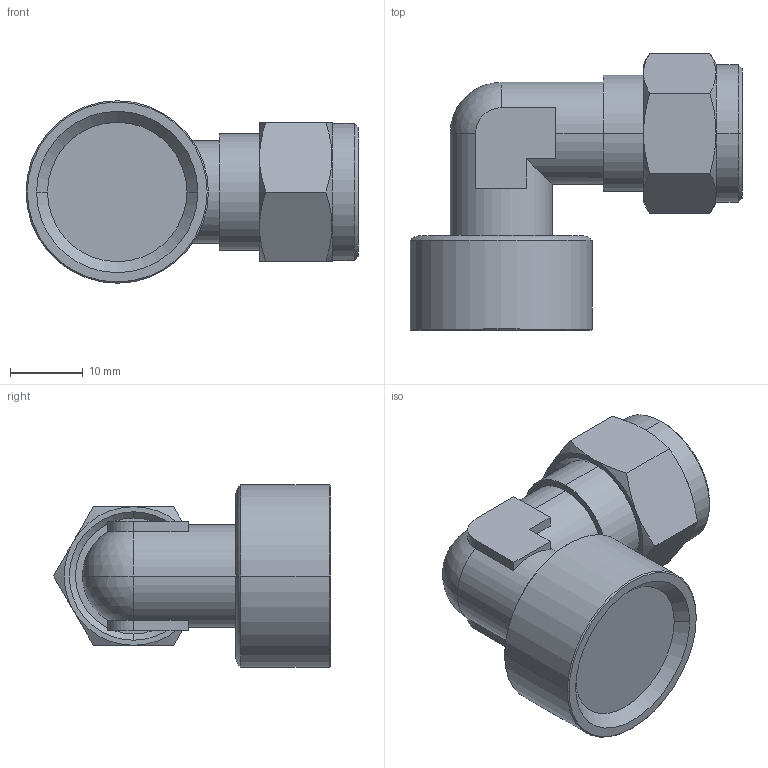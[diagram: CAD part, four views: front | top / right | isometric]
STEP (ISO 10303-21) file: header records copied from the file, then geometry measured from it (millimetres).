
FILE_DESCRIPTION (( 'STEP AP214' ), '1' );
FILE_NAME ('1029000009.step', '2013-02-25T17:14:44', ( '' ), ( '' ), 'SwSTEP 2.0', 'SolidWorks 2012', '' );
FILE_SCHEMA (( 'AUTOMOTIVE_DESIGN' ));
Length unit declared in the file: millimetre
Products named in the file (1): 1029000009
Bounding box: 45.5 x 37.97 x 25 mm (x, y, z)
Volume: 15221.5 mm3; surface area: 4810.2 mm2
Topology: 1 solids, 1 shells, 63 faces, 143 edges, 87 vertices
Faces by surface type: plane 27, cone 16, cylinder 14, torus 4, sphere 2
Entity records: 1890 total; most frequent: CARTESIAN_POINT 440, DIRECTION 308, ORIENTED_EDGE 286, EDGE_CURVE 143, AXIS2_PLACEMENT_3D 123, VERTEX_POINT 87, EDGE_LOOP 68, FACE_OUTER_BOUND 63
